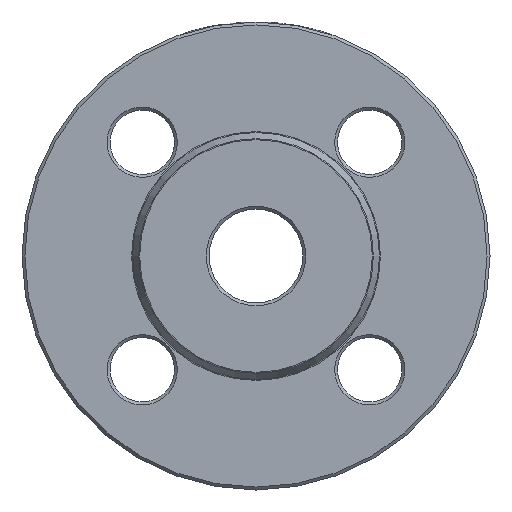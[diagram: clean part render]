
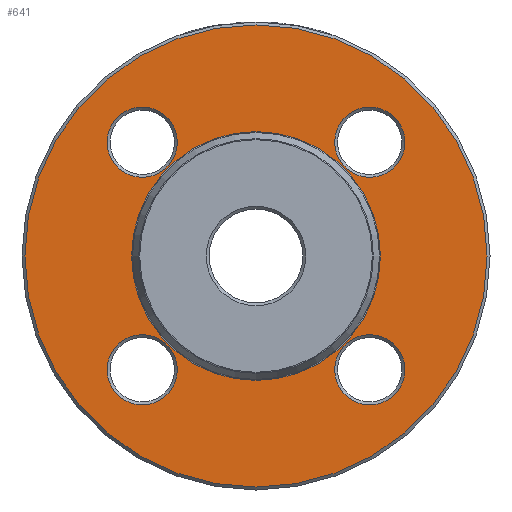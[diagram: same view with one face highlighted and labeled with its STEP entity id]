
A CAD part, left-side view. The second image highlights one B-rep face of the part: STEP entity #641.
In plain terms, the highlighted planar face has unit normal (-1, 0, 0).
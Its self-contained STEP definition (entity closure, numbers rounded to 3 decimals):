
#3 = DIRECTION ( 'NONE',  ( 0., 1., 0. ) ) ;
#43 = CARTESIAN_POINT ( 'NONE',  ( 2., 19.445, 19.445 ) ) ;
#123 = FACE_BOUND ( 'NONE', #753, .T. ) ;
#369 = AXIS2_PLACEMENT_3D ( 'NONE', #4002, #4326, #1920 ) ;
#378 = DIRECTION ( 'NONE',  ( 0., 0., -1. ) ) ;
#408 = EDGE_LOOP ( 'NONE', ( #4239 ) ) ;
#487 = ORIENTED_EDGE ( 'NONE', *, *, #3489, .T. ) ;
#641 = ADVANCED_FACE ( 'NONE', ( #3939, #123, #1819, #1161, #2900, #2496 ), #1581, .F. ) ;
#669 = CIRCLE ( 'NONE', #369, 6. ) ;
#753 = EDGE_LOOP ( 'NONE', ( #4386 ) ) ;
#772 = EDGE_LOOP ( 'NONE', ( #1992 ) ) ;
#802 = VERTEX_POINT ( 'NONE', #1754 ) ;
#981 = CARTESIAN_POINT ( 'NONE',  ( 2., 0., -21.27 ) ) ;
#1003 = EDGE_LOOP ( 'NONE', ( #3118 ) ) ;
#1021 = DIRECTION ( 'NONE',  ( 1., 0., 0. ) ) ;
#1161 = FACE_BOUND ( 'NONE', #408, .T. ) ;
#1272 = DIRECTION ( 'NONE',  ( 0., 0., -1. ) ) ;
#1292 = AXIS2_PLACEMENT_3D ( 'NONE', #43, #1021, #3 ) ;
#1437 = CIRCLE ( 'NONE', #1994, 6. ) ;
#1581 = PLANE ( 'NONE',  #3194 ) ;
#1754 = CARTESIAN_POINT ( 'NONE',  ( 2., 0., -39.5 ) ) ;
#1794 = VERTEX_POINT ( 'NONE', #2498 ) ;
#1819 = FACE_BOUND ( 'NONE', #772, .T. ) ;
#1882 = VERTEX_POINT ( 'NONE', #981 ) ;
#1916 = CIRCLE ( 'NONE', #2984, 39.5 ) ;
#1920 = DIRECTION ( 'NONE',  ( 0., 0., 1. ) ) ;
#1925 = DIRECTION ( 'NONE',  ( 1., 0., 0. ) ) ;
#1992 = ORIENTED_EDGE ( 'NONE', *, *, #2475, .T. ) ;
#1994 = AXIS2_PLACEMENT_3D ( 'NONE', #2242, #1925, #1272 ) ;
#2011 = AXIS2_PLACEMENT_3D ( 'NONE', #4283, #2066, #378 ) ;
#2066 = DIRECTION ( 'NONE',  ( 1., 0., 0. ) ) ;
#2242 = CARTESIAN_POINT ( 'NONE',  ( 2., 19.445, -19.445 ) ) ;
#2281 = EDGE_CURVE ( 'NONE', #2839, #2839, #3415, .T. ) ;
#2311 = CARTESIAN_POINT ( 'NONE',  ( 2., -19.445, 25.445 ) ) ;
#2313 = EDGE_CURVE ( 'NONE', #4204, #4204, #1437, .T. ) ;
#2389 = EDGE_LOOP ( 'NONE', ( #487 ) ) ;
#2449 = CARTESIAN_POINT ( 'NONE',  ( 2., -25.445, -19.445 ) ) ;
#2475 = EDGE_CURVE ( 'NONE', #1794, #1794, #3367, .T. ) ;
#2496 = FACE_OUTER_BOUND ( 'NONE', #1003, .T. ) ;
#2498 = CARTESIAN_POINT ( 'NONE',  ( 2., 25.445, 19.445 ) ) ;
#2586 = EDGE_CURVE ( 'NONE', #802, #802, #1916, .T. ) ;
#2675 = VERTEX_POINT ( 'NONE', #2311 ) ;
#2767 = EDGE_LOOP ( 'NONE', ( #2777 ) ) ;
#2777 = ORIENTED_EDGE ( 'NONE', *, *, #2281, .T. ) ;
#2839 = VERTEX_POINT ( 'NONE', #2449 ) ;
#2854 = DIRECTION ( 'NONE',  ( -1., 0., 0. ) ) ;
#2880 = DIRECTION ( 'NONE',  ( 1., 0., 0. ) ) ;
#2895 = CARTESIAN_POINT ( 'NONE',  ( 2., 0., 0. ) ) ;
#2900 = FACE_BOUND ( 'NONE', #2389, .T. ) ;
#2984 = AXIS2_PLACEMENT_3D ( 'NONE', #2895, #2854, #3500 ) ;
#2995 = AXIS2_PLACEMENT_3D ( 'NONE', #4027, #3621, #3712 ) ;
#3118 = ORIENTED_EDGE ( 'NONE', *, *, #2586, .T. ) ;
#3177 = CARTESIAN_POINT ( 'NONE',  ( 2., 21.155, 0. ) ) ;
#3194 = AXIS2_PLACEMENT_3D ( 'NONE', #3177, #2880, #4247 ) ;
#3367 = CIRCLE ( 'NONE', #1292, 6. ) ;
#3415 = CIRCLE ( 'NONE', #2995, 6. ) ;
#3442 = CARTESIAN_POINT ( 'NONE',  ( 2., 19.445, -25.445 ) ) ;
#3489 = EDGE_CURVE ( 'NONE', #1882, #1882, #4016, .T. ) ;
#3500 = DIRECTION ( 'NONE',  ( 0., 0., -1. ) ) ;
#3519 = EDGE_CURVE ( 'NONE', #2675, #2675, #669, .T. ) ;
#3621 = DIRECTION ( 'NONE',  ( 1., 0., 0. ) ) ;
#3712 = DIRECTION ( 'NONE',  ( 0., -1., 0. ) ) ;
#3939 = FACE_BOUND ( 'NONE', #2767, .T. ) ;
#4002 = CARTESIAN_POINT ( 'NONE',  ( 2., -19.445, 19.445 ) ) ;
#4016 = CIRCLE ( 'NONE', #2011, 21.27 ) ;
#4027 = CARTESIAN_POINT ( 'NONE',  ( 2., -19.445, -19.445 ) ) ;
#4204 = VERTEX_POINT ( 'NONE', #3442 ) ;
#4239 = ORIENTED_EDGE ( 'NONE', *, *, #2313, .T. ) ;
#4247 = DIRECTION ( 'NONE',  ( 0., 0., -1. ) ) ;
#4283 = CARTESIAN_POINT ( 'NONE',  ( 2., 0., 0. ) ) ;
#4326 = DIRECTION ( 'NONE',  ( 1., 0., 0. ) ) ;
#4386 = ORIENTED_EDGE ( 'NONE', *, *, #3519, .T. ) ;
